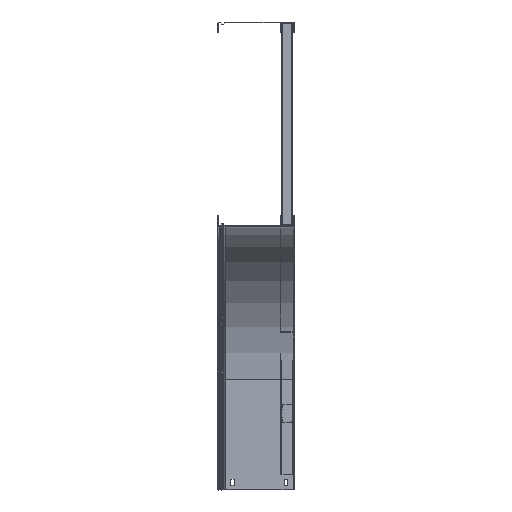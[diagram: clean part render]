
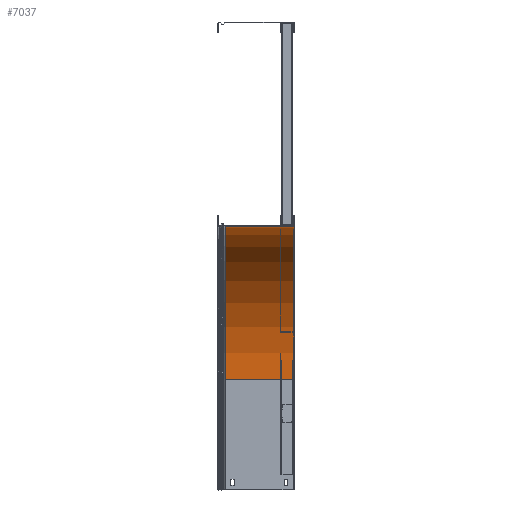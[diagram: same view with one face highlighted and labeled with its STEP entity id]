
A CAD part, left-side view. The second image highlights one B-rep face of the part: STEP entity #7037.
In plain terms, the highlighted cylindrical face has radius 300 mm (diameter 600 mm), a partial arc.
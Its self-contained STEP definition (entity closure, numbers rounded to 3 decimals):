
#259 = VECTOR ( 'NONE', #9953, 1000. ) ;
#390 = LINE ( 'NONE', #8099, #259 ) ;
#1480 = VERTEX_POINT ( 'NONE', #6128 ) ;
#1838 = AXIS2_PLACEMENT_3D ( 'NONE', #2886, #1920, #8004 ) ;
#1920 = DIRECTION ( 'NONE',  ( 0., 1., 0. ) ) ;
#1929 = DIRECTION ( 'NONE',  ( 0., 0., 1. ) ) ;
#2140 = CIRCLE ( 'NONE', #3050, 300. ) ;
#2882 = VECTOR ( 'NONE', #5267, 1000. ) ;
#2886 = CARTESIAN_POINT ( 'NONE',  ( 0., 0., 0. ) ) ;
#3050 = AXIS2_PLACEMENT_3D ( 'NONE', #3130, #5706, #9089 ) ;
#3130 = CARTESIAN_POINT ( 'NONE',  ( 0., 0., 0. ) ) ;
#3612 = ORIENTED_EDGE ( 'NONE', *, *, #6828, .T. ) ;
#4385 = CARTESIAN_POINT ( 'NONE',  ( 0., 135.525, -300. ) ) ;
#4387 = VERTEX_POINT ( 'NONE', #4385 ) ;
#5267 = DIRECTION ( 'NONE',  ( 0., 1., 0. ) ) ;
#5297 = CIRCLE ( 'NONE', #6840, 300. ) ;
#5322 = ORIENTED_EDGE ( 'NONE', *, *, #10007, .T. ) ;
#5417 = LINE ( 'NONE', #6199, #2882 ) ;
#5706 = DIRECTION ( 'NONE',  ( 0., -1., 0. ) ) ;
#6128 = CARTESIAN_POINT ( 'NONE',  ( 300., 0., 0. ) ) ;
#6140 = CARTESIAN_POINT ( 'NONE',  ( 0., 135.525, 0. ) ) ;
#6199 = CARTESIAN_POINT ( 'NONE',  ( 300., 2.2, 0. ) ) ;
#6407 = CARTESIAN_POINT ( 'NONE',  ( 300., 135.525, 0. ) ) ;
#6828 = EDGE_CURVE ( 'NONE', #10295, #1480, #2140, .T. ) ;
#6840 = AXIS2_PLACEMENT_3D ( 'NONE', #6140, #8778, #1929 ) ;
#7037 = ADVANCED_FACE ( 'NONE', ( #8497 ), #8096, .F. ) ;
#7122 = EDGE_CURVE ( 'NONE', #10295, #4387, #390, .T. ) ;
#7727 = VERTEX_POINT ( 'NONE', #6407 ) ;
#8004 = DIRECTION ( 'NONE',  ( 0., 0., 1. ) ) ;
#8096 = CYLINDRICAL_SURFACE ( 'NONE', #1838, 300. ) ;
#8099 = CARTESIAN_POINT ( 'NONE',  ( 0., 2.2, -300. ) ) ;
#8497 = FACE_OUTER_BOUND ( 'NONE', #9760, .T. ) ;
#8778 = DIRECTION ( 'NONE',  ( 0., 1., 0. ) ) ;
#9089 = DIRECTION ( 'NONE',  ( 1., 0., 0. ) ) ;
#9351 = ORIENTED_EDGE ( 'NONE', *, *, #9422, .T. ) ;
#9422 = EDGE_CURVE ( 'NONE', #7727, #4387, #5297, .T. ) ;
#9732 = ORIENTED_EDGE ( 'NONE', *, *, #7122, .F. ) ;
#9760 = EDGE_LOOP ( 'NONE', ( #5322, #9351, #9732, #3612 ) ) ;
#9953 = DIRECTION ( 'NONE',  ( 0., 1., 0. ) ) ;
#10007 = EDGE_CURVE ( 'NONE', #1480, #7727, #5417, .T. ) ;
#10295 = VERTEX_POINT ( 'NONE', #10805 ) ;
#10805 = CARTESIAN_POINT ( 'NONE',  ( 0., 0., -300. ) ) ;
